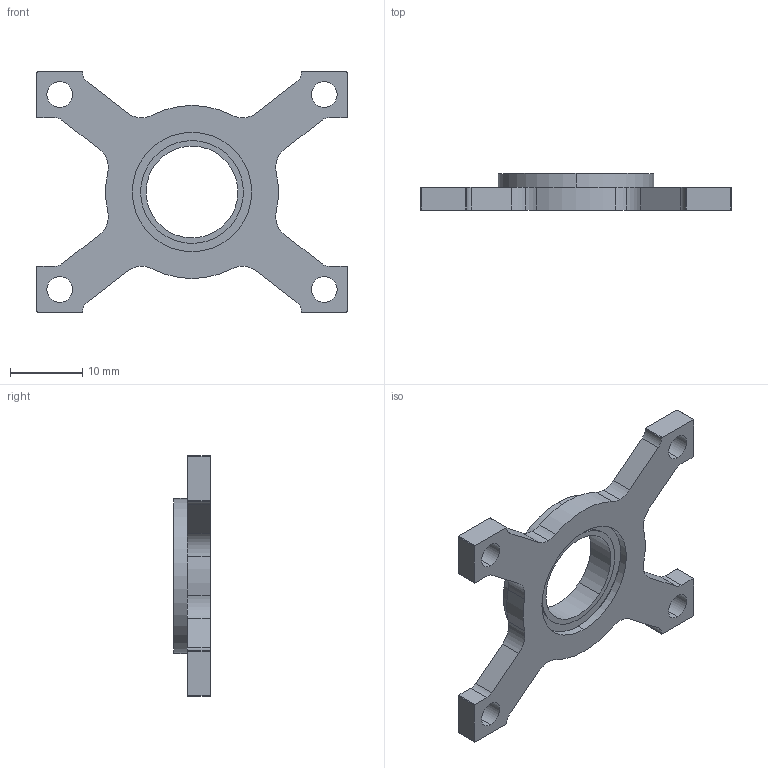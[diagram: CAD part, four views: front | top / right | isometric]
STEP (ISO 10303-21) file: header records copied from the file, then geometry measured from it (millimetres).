
FILE_DESCRIPTION (( 'STEP AP203' ), '1' );
FILE_NAME ('535182 assembly.STEP', '2015-08-14T15:45:17', ( 'Kyle' ), ( 'Microsoft' ), 'SwSTEP 2.0', 'SolidWorks 2014', '' );
FILE_SCHEMA (( 'CONFIG_CONTROL_DESIGN' ));
Length unit declared in the file: inch
Products named in the file (3): 535182; .5 x .75 non flanged bearing; 535182 assembly
Assembly tree (2 placements, depth 2):
  535182 assembly
    535182
    .5 x .75 non flanged bearing
Bounding box: 42.93 x 5.08 x 33.27 mm (x, y, z)
Volume: 2384.2 mm3; surface area: 3052.6 mm2
Topology: 2 solids, 2 shells, 91 faces, 243 edges, 162 vertices
Faces by surface type: cylinder 61, plane 30
Entity records: 3234 total; most frequent: DIRECTION 557, CARTESIAN_POINT 501, ORIENTED_EDGE 486, EDGE_CURVE 243, AXIS2_PLACEMENT_3D 218, VERTEX_POINT 162, CIRCLE 122, LINE 121
